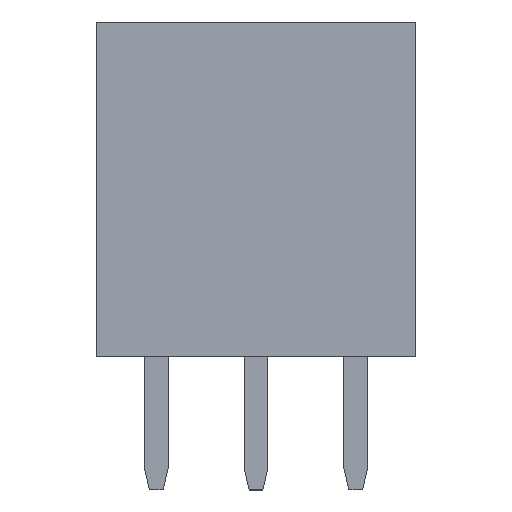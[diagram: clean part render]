
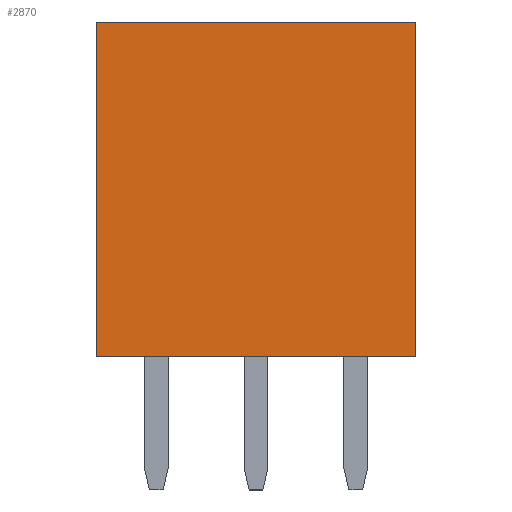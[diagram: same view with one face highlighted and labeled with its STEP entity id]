
A CAD part, top view. The second image highlights one B-rep face of the part: STEP entity #2870.
In plain terms, the highlighted planar face has unit normal (0, 0, 1).
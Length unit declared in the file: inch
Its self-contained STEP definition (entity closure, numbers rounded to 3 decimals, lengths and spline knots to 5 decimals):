
#12 = EDGE_CURVE ( 'NONE', #1269, #2392, #1331, .T. ) ;
#38 = VECTOR ( 'NONE', #3049, 39.37008 ) ;
#499 = VECTOR ( 'NONE', #741, 39.37008 ) ;
#641 = VERTEX_POINT ( 'NONE', #1866 ) ;
#741 = DIRECTION ( 'NONE',  ( 0., 1., 0. ) ) ;
#799 = DIRECTION ( 'NONE',  ( 0., 0., 1. ) ) ;
#843 = DIRECTION ( 'NONE',  ( 1., 0., 0. ) ) ;
#893 = VECTOR ( 'NONE', #1858, 39.37008 ) ;
#1269 = VERTEX_POINT ( 'NONE', #1657 ) ;
#1288 = ORIENTED_EDGE ( 'NONE', *, *, #1674, .F. ) ;
#1331 = LINE ( 'NONE', #2982, #38 ) ;
#1332 = VERTEX_POINT ( 'NONE', #2239 ) ;
#1419 = CARTESIAN_POINT ( 'NONE',  ( 0.16, 0.335, 0.1 ) ) ;
#1548 = DIRECTION ( 'NONE',  ( -1., 0., 0. ) ) ;
#1552 = LINE ( 'NONE', #1590, #893 ) ;
#1590 = CARTESIAN_POINT ( 'NONE',  ( -0.16, -0.37736, 0.1 ) ) ;
#1657 = CARTESIAN_POINT ( 'NONE',  ( -0.16, 0.335, 0.1 ) ) ;
#1674 = EDGE_CURVE ( 'NONE', #641, #1332, #2488, .T. ) ;
#1772 = AXIS2_PLACEMENT_3D ( 'NONE', #2532, #799, #843 ) ;
#1774 = FACE_OUTER_BOUND ( 'NONE', #2999, .T. ) ;
#1794 = CARTESIAN_POINT ( 'NONE',  ( -0.16, 0., 0.1 ) ) ;
#1858 = DIRECTION ( 'NONE',  ( 0., 1., 0. ) ) ;
#1862 = VECTOR ( 'NONE', #1548, 39.37008 ) ;
#1866 = CARTESIAN_POINT ( 'NONE',  ( 0.16, 0., 0.1 ) ) ;
#2071 = ORIENTED_EDGE ( 'NONE', *, *, #2188, .F. ) ;
#2188 = EDGE_CURVE ( 'NONE', #1332, #1269, #1552, .T. ) ;
#2239 = CARTESIAN_POINT ( 'NONE',  ( -0.16, 0., 0.1 ) ) ;
#2392 = VERTEX_POINT ( 'NONE', #1419 ) ;
#2405 = ORIENTED_EDGE ( 'NONE', *, *, #2497, .T. ) ;
#2416 = CARTESIAN_POINT ( 'NONE',  ( 0.16, -0.37736, 0.1 ) ) ;
#2488 = LINE ( 'NONE', #1794, #1862 ) ;
#2497 = EDGE_CURVE ( 'NONE', #641, #2392, #2969, .T. ) ;
#2532 = CARTESIAN_POINT ( 'NONE',  ( -0.16, -0.37736, 0.1 ) ) ;
#2689 = ORIENTED_EDGE ( 'NONE', *, *, #12, .F. ) ;
#2766 = PLANE ( 'NONE',  #1772 ) ;
#2870 = ADVANCED_FACE ( 'NONE', ( #1774 ), #2766, .T. ) ;
#2969 = LINE ( 'NONE', #2416, #499 ) ;
#2982 = CARTESIAN_POINT ( 'NONE',  ( 0.16, 0.335, 0.1 ) ) ;
#2999 = EDGE_LOOP ( 'NONE', ( #2405, #2689, #2071, #1288 ) ) ;
#3049 = DIRECTION ( 'NONE',  ( 1., 0., 0. ) ) ;
